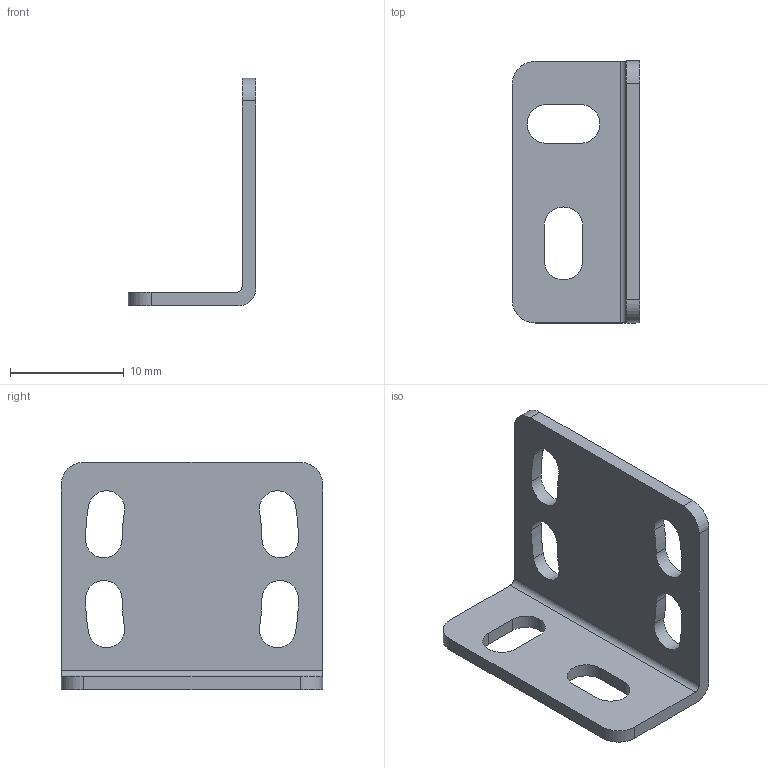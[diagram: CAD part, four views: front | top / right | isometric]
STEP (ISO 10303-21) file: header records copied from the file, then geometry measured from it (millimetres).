
FILE_DESCRIPTION((''),'2;1');
FILE_NAME('DM_CAD-2279','2016-04-14T',('creinig-se'),(''),'PRO/ENGINEER BY PARAMETRIC TECHNOLOGY CORPORATION, 2015440','PRO/ENGINEER BY PARAMETRIC TECHNOLOGY CORPORATION, 2015440','');
FILE_SCHEMA(('CONFIG_CONTROL_DESIGN'));
Length unit declared in the file: millimetre
Products named in the file (1): DM_CAD-2279
Bounding box: 11.2 x 23 x 20 mm (x, y, z)
Volume: 687.6 mm3; surface area: 1379.2 mm2
Topology: 1 solids, 1 shells, 38 faces, 128 edges, 92 vertices
Faces by surface type: cylinder 26, plane 12
Entity records: 1961 total; most frequent: DIRECTION 276, CARTESIAN_POINT 258, ORIENTED_EDGE 256, PRESENTATION_STYLE_ASSIGNMENT 129, STYLED_ITEM 129, CURVE_STYLE 128, EDGE_CURVE 128, AXIS2_PLACEMENT_3D 110
